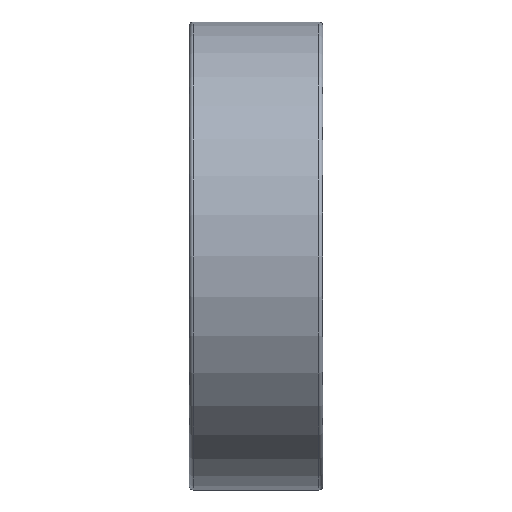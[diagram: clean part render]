
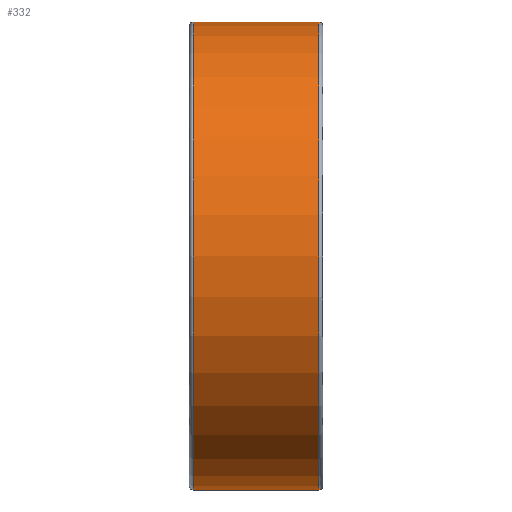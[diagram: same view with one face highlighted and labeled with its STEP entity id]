
A CAD part, front view. The second image highlights one B-rep face of the part: STEP entity #332.
In plain terms, the highlighted cylindrical face has radius 17.5 mm (diameter 35 mm), a full revolution.
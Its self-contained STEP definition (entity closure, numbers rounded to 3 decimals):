
#332 = ADVANCED_FACE( '', ( #364, #365 ), #366, .T. );
#364 = FACE_OUTER_BOUND( '', #417, .T. );
#365 = FACE_OUTER_BOUND( '', #418, .T. );
#366 = CYLINDRICAL_SURFACE( '', #419, 17.5 );
#417 = EDGE_LOOP( '', ( #481 ) );
#418 = EDGE_LOOP( '', ( #482 ) );
#419 = AXIS2_PLACEMENT_3D( '', #483, #484, #485 );
#481 = ORIENTED_EDGE( '', *, *, #544, .T. );
#482 = ORIENTED_EDGE( '', *, *, #543, .F. );
#483 = CARTESIAN_POINT( '', ( 10., 0., 0. ) );
#484 = DIRECTION( '', ( -1., 0., 0. ) );
#485 = DIRECTION( '', ( 0., 0., -1. ) );
#543 = EDGE_CURVE( '', #567, #567, #568, .T. );
#544 = EDGE_CURVE( '', #569, #569, #570, .T. );
#567 = VERTEX_POINT( '', #599 );
#568 = CIRCLE( '', #600, 17.5 );
#569 = VERTEX_POINT( '', #601 );
#570 = CIRCLE( '', #602, 17.5 );
#599 = CARTESIAN_POINT( '', ( 9.7, 0., -17.5 ) );
#600 = AXIS2_PLACEMENT_3D( '', #637, #638, #639 );
#601 = CARTESIAN_POINT( '', ( 0.3, 0., -17.5 ) );
#602 = AXIS2_PLACEMENT_3D( '', #640, #641, #642 );
#637 = CARTESIAN_POINT( '', ( 9.7, 0., 0. ) );
#638 = DIRECTION( '', ( 1., 0., 0. ) );
#639 = DIRECTION( '', ( 0., 0., -1. ) );
#640 = CARTESIAN_POINT( '', ( 0.3, 0., 0. ) );
#641 = DIRECTION( '', ( 1., 0., 0. ) );
#642 = DIRECTION( '', ( 0., 0., -1. ) );
